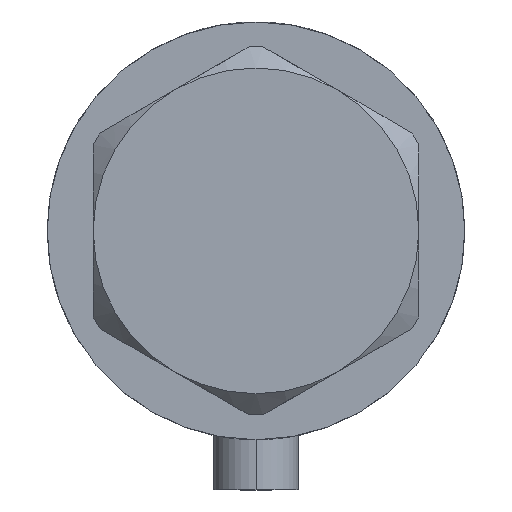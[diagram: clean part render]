
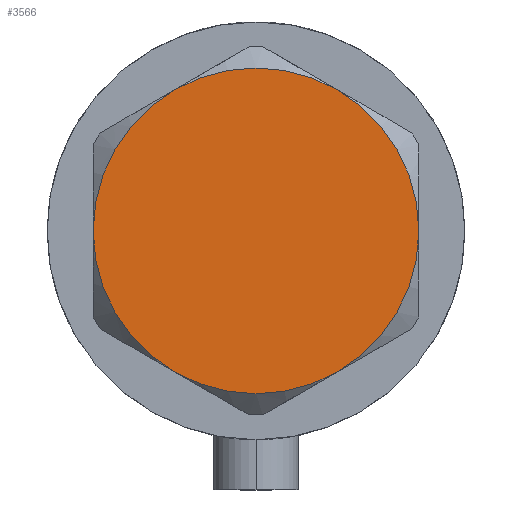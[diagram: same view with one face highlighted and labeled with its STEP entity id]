
A CAD part, left-side view. The second image highlights one B-rep face of the part: STEP entity #3566.
In plain terms, the highlighted face is planar.
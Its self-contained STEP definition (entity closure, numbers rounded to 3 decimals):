
#18 = ORIENTED_EDGE ( 'NONE', *, *, #4188, .T. ) ;
#184 = DIRECTION ( 'NONE',  ( 1., 0., 0. ) ) ;
#326 = DIRECTION ( 'NONE',  ( 1., 0., 0. ) ) ;
#445 = CIRCLE ( 'NONE', #3995, 23. ) ;
#514 = AXIS2_PLACEMENT_3D ( 'NONE', #4346, #616, #4763 ) ;
#593 = DIRECTION ( 'NONE',  ( 0., 0., 1. ) ) ;
#616 = DIRECTION ( 'NONE',  ( 0., 0., 1. ) ) ;
#628 = DIRECTION ( 'NONE',  ( 1., 0., 0. ) ) ;
#639 = DIRECTION ( 'NONE',  ( 1., 0., 0. ) ) ;
#671 = ORIENTED_EDGE ( 'NONE', *, *, #2799, .T. ) ;
#699 = CARTESIAN_POINT ( 'NONE',  ( -11.5, -19.919, 13. ) ) ;
#712 = VERTEX_POINT ( 'NONE', #3706 ) ;
#743 = AXIS2_PLACEMENT_3D ( 'NONE', #4357, #3233, #628 ) ;
#869 = DIRECTION ( 'NONE',  ( 1., 0., 0. ) ) ;
#1009 = VERTEX_POINT ( 'NONE', #699 ) ;
#1073 = VERTEX_POINT ( 'NONE', #1767 ) ;
#1261 = VERTEX_POINT ( 'NONE', #2297 ) ;
#1409 = ORIENTED_EDGE ( 'NONE', *, *, #3507, .T. ) ;
#1595 = CIRCLE ( 'NONE', #743, 23. ) ;
#1767 = CARTESIAN_POINT ( 'NONE',  ( 11.5, -19.919, 13. ) ) ;
#2297 = CARTESIAN_POINT ( 'NONE',  ( 23., 0., 13. ) ) ;
#2313 = DIRECTION ( 'NONE',  ( 0., 0., 1. ) ) ;
#2506 = VERTEX_POINT ( 'NONE', #3367 ) ;
#2757 = DIRECTION ( 'NONE',  ( 0., 0., 1. ) ) ;
#2782 = CARTESIAN_POINT ( 'NONE',  ( 0., 0., 13. ) ) ;
#2799 = EDGE_CURVE ( 'NONE', #1073, #1261, #1595, .T. ) ;
#2898 = CARTESIAN_POINT ( 'NONE',  ( 0., 0., 13. ) ) ;
#2914 = AXIS2_PLACEMENT_3D ( 'NONE', #4558, #2757, #869 ) ;
#2966 = VERTEX_POINT ( 'NONE', #3012 ) ;
#3012 = CARTESIAN_POINT ( 'NONE',  ( -23., 0., 13. ) ) ;
#3140 = ORIENTED_EDGE ( 'NONE', *, *, #4632, .T. ) ;
#3144 = FACE_OUTER_BOUND ( 'NONE', #3259, .T. ) ;
#3233 = DIRECTION ( 'NONE',  ( 0., 0., 1. ) ) ;
#3259 = EDGE_LOOP ( 'NONE', ( #671, #3140, #1409, #18, #4424, #4555 ) ) ;
#3367 = CARTESIAN_POINT ( 'NONE',  ( 11.5, 19.919, 13. ) ) ;
#3448 = CARTESIAN_POINT ( 'NONE',  ( 0., 0., 13. ) ) ;
#3463 = CIRCLE ( 'NONE', #2914, 23. ) ;
#3469 = AXIS2_PLACEMENT_3D ( 'NONE', #3554, #593, #4273 ) ;
#3507 = EDGE_CURVE ( 'NONE', #2506, #712, #3463, .T. ) ;
#3530 = CIRCLE ( 'NONE', #514, 23. ) ;
#3554 = CARTESIAN_POINT ( 'NONE',  ( 0., 0., 13. ) ) ;
#3566 = ADVANCED_FACE ( 'NONE', ( #3144 ), #4622, .T. ) ;
#3686 = EDGE_CURVE ( 'NONE', #1009, #1073, #3530, .T. ) ;
#3699 = AXIS2_PLACEMENT_3D ( 'NONE', #2898, #4347, #639 ) ;
#3706 = CARTESIAN_POINT ( 'NONE',  ( -11.5, 19.919, 13. ) ) ;
#3995 = AXIS2_PLACEMENT_3D ( 'NONE', #3448, #2313, #184 ) ;
#3999 = CIRCLE ( 'NONE', #3699, 23. ) ;
#4188 = EDGE_CURVE ( 'NONE', #712, #2966, #4775, .T. ) ;
#4254 = DIRECTION ( 'NONE',  ( 0., 0., 1. ) ) ;
#4273 = DIRECTION ( 'NONE',  ( 1., 0., 0. ) ) ;
#4346 = CARTESIAN_POINT ( 'NONE',  ( 0., 0., 13. ) ) ;
#4347 = DIRECTION ( 'NONE',  ( 0., 0., 1. ) ) ;
#4357 = CARTESIAN_POINT ( 'NONE',  ( 0., 0., 13. ) ) ;
#4424 = ORIENTED_EDGE ( 'NONE', *, *, #4757, .T. ) ;
#4455 = AXIS2_PLACEMENT_3D ( 'NONE', #2782, #4254, #326 ) ;
#4555 = ORIENTED_EDGE ( 'NONE', *, *, #3686, .T. ) ;
#4558 = CARTESIAN_POINT ( 'NONE',  ( 0., 0., 13. ) ) ;
#4622 = PLANE ( 'NONE',  #4455 ) ;
#4632 = EDGE_CURVE ( 'NONE', #1261, #2506, #445, .T. ) ;
#4757 = EDGE_CURVE ( 'NONE', #2966, #1009, #3999, .T. ) ;
#4763 = DIRECTION ( 'NONE',  ( 1., 0., 0. ) ) ;
#4775 = CIRCLE ( 'NONE', #3469, 23. ) ;
